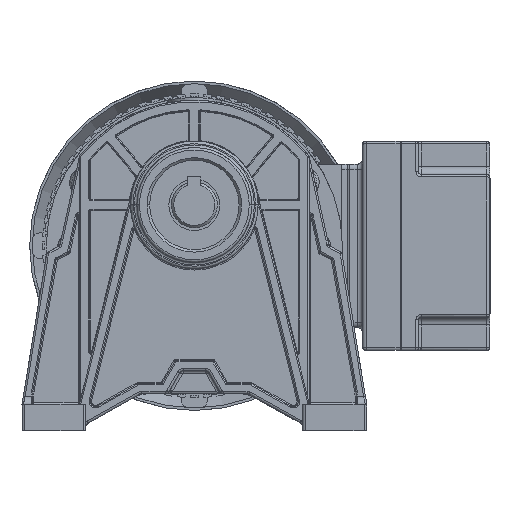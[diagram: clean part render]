
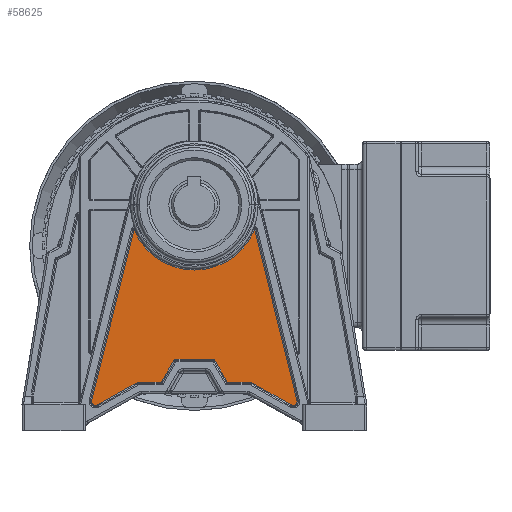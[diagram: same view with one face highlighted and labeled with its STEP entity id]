
A CAD part, front view. The second image highlights one B-rep face of the part: STEP entity #58625.
In plain terms, the highlighted planar face has unit normal (0, -1, 0).
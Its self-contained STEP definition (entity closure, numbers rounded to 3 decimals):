
#43468=DIRECTION('',(0.873,0.,-0.488));
#43469=VECTOR('',#43468,17.862);
#43470=CARTESIAN_POINT('',(-38.011,0.2,62.342));
#43471=LINE('',#43470,#43469);
#43472=CARTESIAN_POINT('',(-21.932,0.2,54.5));
#43473=DIRECTION('',(0.,-1.,0.));
#43474=DIRECTION('',(-0.488,0.,-0.873));
#43475=AXIS2_PLACEMENT_3D('',#43472,#43473,#43474);
#43477=DIRECTION('',(0.5,0.,-0.866));
#43478=VECTOR('',#43477,9.813);
#43479=CARTESIAN_POINT('',(-12.981,0.2,53.5));
#43480=LINE('',#43479,#43478);
#43481=CARTESIAN_POINT('',(-7.211,0.2,45.5));
#43482=DIRECTION('',(0.,-1.,0.));
#43483=DIRECTION('',(-0.866,0.,-0.5));
#43484=AXIS2_PLACEMENT_3D('',#43481,#43482,#43483);
#43486=CARTESIAN_POINT('',(7.211,0.2,45.5));
#43487=DIRECTION('',(0.,-1.,0.));
#43488=DIRECTION('',(0.,0.,-1.));
#43489=AXIS2_PLACEMENT_3D('',#43486,#43487,#43488);
#43491=DIRECTION('',(0.5,0.,0.866));
#43492=VECTOR('',#43491,9.813);
#43493=CARTESIAN_POINT('',(8.077,0.2,45.));
#43494=LINE('',#43493,#43492);
#43495=CARTESIAN_POINT('',(21.932,0.2,54.5));
#43496=DIRECTION('',(0.,-1.,0.));
#43497=DIRECTION('',(0.,0.,-1.));
#43498=AXIS2_PLACEMENT_3D('',#43495,#43496,#43497);
#43500=DIRECTION('',(0.873,0.,0.488));
#43501=VECTOR('',#43500,17.862);
#43502=CARTESIAN_POINT('',(22.42,0.2,53.627));
#43503=LINE('',#43502,#43501);
#43504=CARTESIAN_POINT('',(38.743,0.2,61.033));
#43505=DIRECTION('',(0.,1.,0.));
#43506=DIRECTION('',(-0.488,0.,0.873));
#43507=AXIS2_PLACEMENT_3D('',#43504,#43505,#43506);
#43509=DIRECTION('',(-0.24,0.,-0.971));
#43510=VECTOR('',#43509,69.119);
#43511=CARTESIAN_POINT('',(40.199,0.2,60.673));
#43512=LINE('',#43511,#43510);
#43513=CARTESIAN_POINT('',(0.,0.2,-16.));
#43514=DIRECTION('',(0.,-1.,0.));
#43515=DIRECTION('',(0.927,0.,0.375));
#43516=AXIS2_PLACEMENT_3D('',#43513,#43514,#43515);
#43518=DIRECTION('',(-0.24,0.,0.971));
#43519=VECTOR('',#43518,69.119);
#43520=CARTESIAN_POINT('',(-23.637,0.2,-6.432));
#43521=LINE('',#43520,#43519);
#43522=CARTESIAN_POINT('',(-38.743,0.2,61.033));
#43523=DIRECTION('',(0.,1.,0.));
#43524=DIRECTION('',(-0.971,0.,-0.24));
#43525=AXIS2_PLACEMENT_3D('',#43522,#43523,#43524);
#43588=DIRECTION('',(-1.,0.,0.));
#43589=VECTOR('',#43588,8.951);
#43590=CARTESIAN_POINT('',(-12.981,0.2,53.5));
#43591=LINE('',#43590,#43589);
#43630=DIRECTION('',(-1.,0.,0.));
#43631=VECTOR('',#43630,14.422);
#43632=CARTESIAN_POINT('',(7.211,0.2,44.5));
#43633=LINE('',#43632,#43631);
#43672=DIRECTION('',(-1.,0.,0.));
#43673=VECTOR('',#43672,8.951);
#43674=CARTESIAN_POINT('',(21.932,0.2,53.5));
#43675=LINE('',#43674,#43673);
#45252=CARTESIAN_POINT('',(23.637,0.2,-6.432));
#45253=VERTEX_POINT('',#45252);
#45254=CARTESIAN_POINT('',(-23.637,0.2,-6.432));
#45255=VERTEX_POINT('',#45254);
#45256=CARTESIAN_POINT('',(-38.011,0.2,62.342));
#45257=CARTESIAN_POINT('',(-22.42,0.2,53.627));
#45258=VERTEX_POINT('',#45256);
#45259=VERTEX_POINT('',#45257);
#45260=CARTESIAN_POINT('',(-21.932,0.2,53.5));
#45261=VERTEX_POINT('',#45260);
#45262=CARTESIAN_POINT('',(-12.981,0.2,53.5));
#45263=VERTEX_POINT('',#45262);
#45264=CARTESIAN_POINT('',(-8.077,0.2,45.));
#45265=VERTEX_POINT('',#45264);
#45266=CARTESIAN_POINT('',(-7.211,0.2,44.5));
#45267=VERTEX_POINT('',#45266);
#45268=CARTESIAN_POINT('',(7.211,0.2,44.5));
#45269=VERTEX_POINT('',#45268);
#45270=CARTESIAN_POINT('',(8.077,0.2,45.));
#45271=VERTEX_POINT('',#45270);
#45272=CARTESIAN_POINT('',(12.981,0.2,53.5));
#45273=VERTEX_POINT('',#45272);
#45274=CARTESIAN_POINT('',(21.932,0.2,53.5));
#45275=VERTEX_POINT('',#45274);
#45276=CARTESIAN_POINT('',(22.42,0.2,53.627));
#45277=VERTEX_POINT('',#45276);
#45278=CARTESIAN_POINT('',(38.011,0.2,62.342));
#45279=VERTEX_POINT('',#45278);
#45280=CARTESIAN_POINT('',(40.199,0.2,60.673));
#45281=VERTEX_POINT('',#45280);
#45282=CARTESIAN_POINT('',(-40.199,0.2,60.673));
#45283=VERTEX_POINT('',#45282);
#58587=CARTESIAN_POINT('',(0.,0.2,0.));
#58588=DIRECTION('',(0.,-1.,0.));
#58589=DIRECTION('',(-1.,0.,0.));
#58590=AXIS2_PLACEMENT_3D('',#58587,#58588,#58589);
#58591=PLANE('',#58590);
#58593=ORIENTED_EDGE('',*,*,#58592,.T.);
#58595=ORIENTED_EDGE('',*,*,#58594,.T.);
#58597=ORIENTED_EDGE('',*,*,#58596,.F.);
#58599=ORIENTED_EDGE('',*,*,#58598,.T.);
#58601=ORIENTED_EDGE('',*,*,#58600,.T.);
#58603=ORIENTED_EDGE('',*,*,#58602,.F.);
#58605=ORIENTED_EDGE('',*,*,#58604,.T.);
#58607=ORIENTED_EDGE('',*,*,#58606,.T.);
#58609=ORIENTED_EDGE('',*,*,#58608,.F.);
#58611=ORIENTED_EDGE('',*,*,#58610,.T.);
#58613=ORIENTED_EDGE('',*,*,#58612,.T.);
#58615=ORIENTED_EDGE('',*,*,#58614,.T.);
#58617=ORIENTED_EDGE('',*,*,#58616,.T.);
#58618=ORIENTED_EDGE('',*,*,#58578,.T.);
#58620=ORIENTED_EDGE('',*,*,#58619,.T.);
#58622=ORIENTED_EDGE('',*,*,#58621,.T.);
#58623=EDGE_LOOP('',(#58593,#58595,#58597,#58599,#58601,#58603,#58605,#58607,
#58609,#58611,#58613,#58615,#58617,#58618,#58620,#58622));
#58624=FACE_OUTER_BOUND('',#58623,.F.);
#43476=CIRCLE('',#43475,1.);
#43485=CIRCLE('',#43484,1.);
#43490=CIRCLE('',#43489,1.);
#43499=CIRCLE('',#43498,1.);
#43508=CIRCLE('',#43507,1.5);
#43517=CIRCLE('',#43516,25.5);
#43526=CIRCLE('',#43525,1.5);
#58578=EDGE_CURVE('',#45253,#45255,#43517,.T.);
#58592=EDGE_CURVE('',#45258,#45259,#43471,.T.);
#58594=EDGE_CURVE('',#45259,#45261,#43476,.T.);
#58596=EDGE_CURVE('',#45263,#45261,#43591,.T.);
#58598=EDGE_CURVE('',#45263,#45265,#43480,.T.);
#58600=EDGE_CURVE('',#45265,#45267,#43485,.T.);
#58602=EDGE_CURVE('',#45269,#45267,#43633,.T.);
#58604=EDGE_CURVE('',#45269,#45271,#43490,.T.);
#58606=EDGE_CURVE('',#45271,#45273,#43494,.T.);
#58608=EDGE_CURVE('',#45275,#45273,#43675,.T.);
#58610=EDGE_CURVE('',#45275,#45277,#43499,.T.);
#58612=EDGE_CURVE('',#45277,#45279,#43503,.T.);
#58614=EDGE_CURVE('',#45279,#45281,#43508,.T.);
#58616=EDGE_CURVE('',#45281,#45253,#43512,.T.);
#58619=EDGE_CURVE('',#45255,#45283,#43521,.T.);
#58621=EDGE_CURVE('',#45283,#45258,#43526,.T.);
#58625=ADVANCED_FACE('',(#58624),#58591,.T.);
